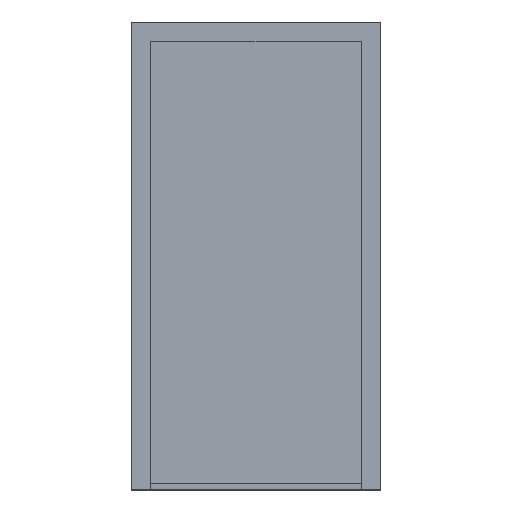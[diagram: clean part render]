
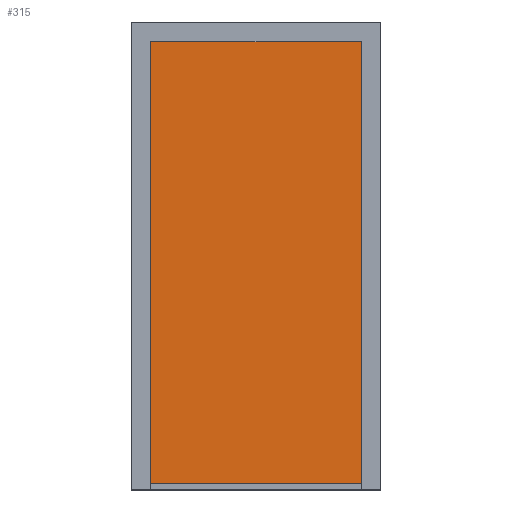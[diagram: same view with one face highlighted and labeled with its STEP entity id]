
A CAD part, top view. The second image highlights one B-rep face of the part: STEP entity #315.
In plain terms, the highlighted planar face has unit normal (0, 0, 1).
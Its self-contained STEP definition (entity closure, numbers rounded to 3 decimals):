
#29=FACE_OUTER_BOUND('',#45,.T.);
#45=EDGE_LOOP('',(#277,#278,#279,#280));
#47=LINE('',#427,#89);
#57=LINE('',#446,#99);
#81=LINE('',#494,#123);
#83=LINE('',#497,#125);
#89=VECTOR('',#351,10.);
#99=VECTOR('',#365,10.);
#123=VECTOR('',#403,10.);
#125=VECTOR('',#407,10.);
#131=VERTEX_POINT('',#425);
#132=VERTEX_POINT('',#426);
#139=VERTEX_POINT('',#444);
#156=VERTEX_POINT('',#493);
#159=EDGE_CURVE('',#131,#132,#47,.T.);
#169=EDGE_CURVE('',#132,#139,#57,.T.);
#193=EDGE_CURVE('',#139,#156,#81,.T.);
#195=EDGE_CURVE('',#156,#131,#83,.T.);
#277=ORIENTED_EDGE('',*,*,#159,.T.);
#278=ORIENTED_EDGE('',*,*,#169,.T.);
#279=ORIENTED_EDGE('',*,*,#193,.T.);
#280=ORIENTED_EDGE('',*,*,#195,.T.);
#299=PLANE('',#345);
#315=ADVANCED_FACE('',(#29),#299,.T.);
#345=AXIS2_PLACEMENT_3D('',#508,#419,#420);
#351=DIRECTION('',(1.,0.,0.));
#365=DIRECTION('',(0.,1.,0.));
#403=DIRECTION('',(-1.,0.,0.));
#407=DIRECTION('',(0.,-1.,0.));
#419=DIRECTION('center_axis',(0.,0.,1.));
#420=DIRECTION('ref_axis',(1.,0.,0.));
#425=CARTESIAN_POINT('',(2.5,1.5,0.));
#426=CARTESIAN_POINT('',(60.5,1.5,0.));
#427=CARTESIAN_POINT('',(46.,1.5,0.));
#444=CARTESIAN_POINT('',(60.5,115.5,0.));
#446=CARTESIAN_POINT('',(60.5,87.25,0.));
#493=CARTESIAN_POINT('',(2.5,115.5,0.));
#494=CARTESIAN_POINT('',(17.,115.5,0.));
#497=CARTESIAN_POINT('',(2.5,30.75,0.));
#508=CARTESIAN_POINT('Origin',(31.5,59.,0.));
